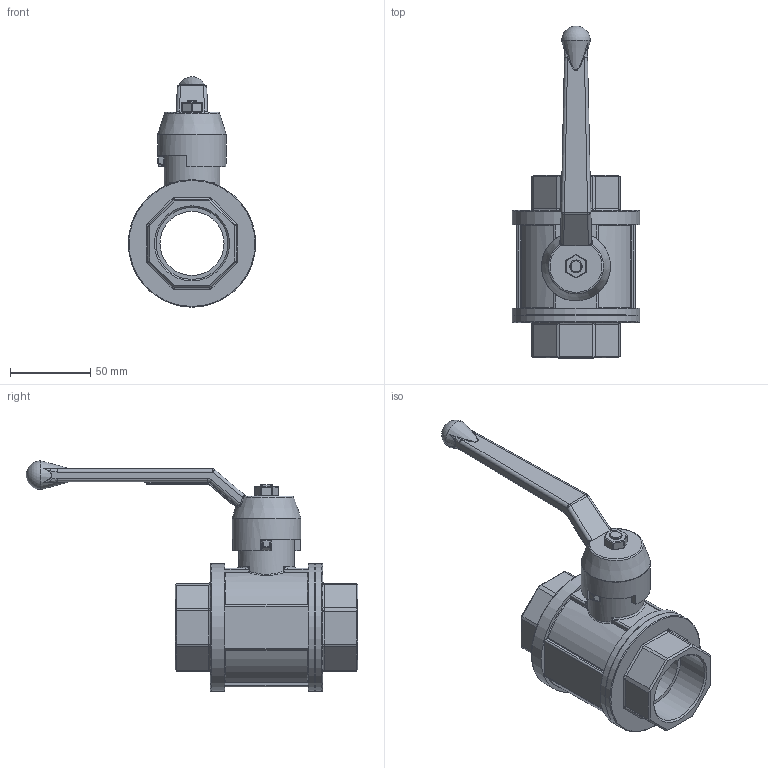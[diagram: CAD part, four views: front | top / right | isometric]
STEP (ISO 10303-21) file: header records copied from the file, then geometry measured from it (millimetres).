
FILE_DESCRIPTION(/* description */ ('Unknown'),/* implementation_level */ '2;1');
FILE_NAME(/* name */ '852-08',/* time_stamp */ '2022-08-09T11:45:39+02:00',/* author */ ('Unknown'),/* organization */ ('Unknown'),/* preprocessor_version */ 'ST-DEVELOPER v16.7',/* originating_system */ 'Solid Edge',/* authorisation */ 'Unknown');
FILE_SCHEMA (('AUTOMOTIVE_DESIGN {1 0 10303 214 3 1 1}'));
Length unit declared in the file: millimetre
Products named in the file (4): 2.852.040; M8; Hebel f黵 1 1_4 - 1 1_2; 2.101.040
Assembly tree (3 placements, depth 2):
  2.852.040
    M8
    Hebel f黵 1 1_4 - 1 1_2
    2.101.040
Bounding box: 79.6 x 207 x 143.8 mm (x, y, z)
Volume: 344418.1 mm3; surface area: 66201.2 mm2
Topology: 3 solids, 3 shells, 346 faces, 863 edges, 501 vertices
Faces by surface type: plane 140, cylinder 100, bspline 66, torus 19, sphere 13, cone 8
Full cylindrical faces by diameter (mm): 6.647 x1, 8 x1, 35 x1, 36 x1, 40 x1, 43 x1, 44.845 x2, 79.1 x1, 79.6 x3
Entity records: 12817 total; most frequent: CARTESIAN_POINT 3532, ORIENTED_EDGE 1596, DIRECTION 1400, EDGE_CURVE 798, AXIS2_PLACEMENT_3D 495, VERTEX_POINT 490, LINE 410, VECTOR 410
